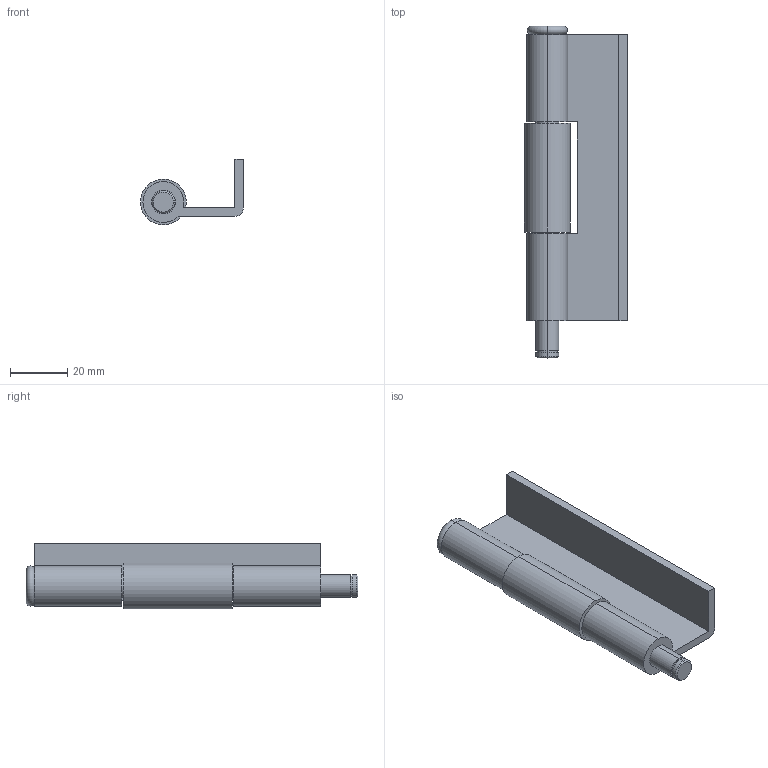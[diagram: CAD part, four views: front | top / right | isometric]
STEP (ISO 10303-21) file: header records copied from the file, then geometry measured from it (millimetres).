
FILE_DESCRIPTION (( 'STEP AP203' ), '1' );
FILE_NAME ('B-1542-B.STEP', '2008-12-26T07:10:02', ( ' ' ), ( ' ' ), 'SwSTEP 2.0', 'SolidWorks 2007', '' );
FILE_SCHEMA (( 'CONFIG_CONTROL_DESIGN' ));
Length unit declared in the file: millimetre
Products named in the file (4): B-1542僺儞__棉太倌; B-1542僇儔乕__棉太倌; B-1542-B; B-1542-B僸儞僕__棉太倌
Assembly tree (3 placements, depth 2):
  B-1542-B
    B-1542僇儔乕__棉太倌
    B-1542僺儞__棉太倌
    B-1542-B僸儞僕__棉太倌
Bounding box: 36 x 116 x 23 mm (x, y, z)
Volume: 29269.1 mm3; surface area: 18938.5 mm2
Topology: 3 solids, 3 shells, 42 faces, 97 edges, 64 vertices
Faces by surface type: cylinder 21, plane 17, cone 2, torus 2
Entity records: 1641 total; most frequent: DIRECTION 243, CARTESIAN_POINT 209, ORIENTED_EDGE 194, AXIS2_PLACEMENT_3D 98, EDGE_CURVE 97, VERTEX_POINT 64, EDGE_LOOP 51, CIRCLE 50
